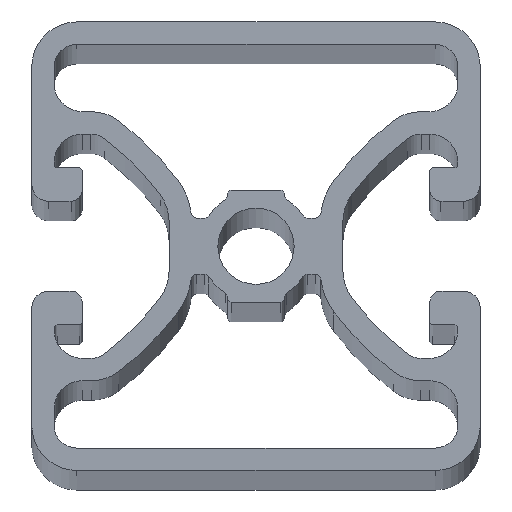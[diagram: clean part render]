
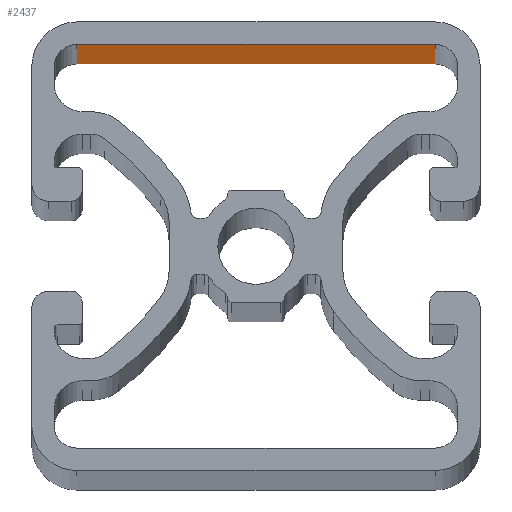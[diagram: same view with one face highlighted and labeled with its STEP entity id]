
A CAD part, top view. The second image highlights one B-rep face of the part: STEP entity #2437.
In plain terms, the highlighted planar face has unit normal (0, -1, 0).
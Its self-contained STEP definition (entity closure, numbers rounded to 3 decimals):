
#310=FACE_OUTER_BOUND('',#437,.T.);
#437=EDGE_LOOP('',(#1811,#1812,#1813,#1814));
#608=LINE('',#3942,#829);
#609=LINE('',#3946,#830);
#610=LINE('',#3948,#831);
#611=LINE('',#3949,#832);
#829=VECTOR('',#3175,10.);
#830=VECTOR('',#3180,10.);
#831=VECTOR('',#3181,10.);
#832=VECTOR('',#3182,10.);
#1070=VERTEX_POINT('',#3939);
#1071=VERTEX_POINT('',#3941);
#1072=VERTEX_POINT('',#3945);
#1073=VERTEX_POINT('',#3947);
#1377=EDGE_CURVE('',#1070,#1071,#608,.T.);
#1379=EDGE_CURVE('',#1072,#1070,#609,.T.);
#1380=EDGE_CURVE('',#1072,#1073,#610,.T.);
#1381=EDGE_CURVE('',#1071,#1073,#611,.T.);
#1811=ORIENTED_EDGE('',*,*,#1379,.F.);
#1812=ORIENTED_EDGE('',*,*,#1380,.T.);
#1813=ORIENTED_EDGE('',*,*,#1381,.F.);
#1814=ORIENTED_EDGE('',*,*,#1377,.F.);
#2348=PLANE('',#2662);
#2437=ADVANCED_FACE('',(#310),#2348,.F.);
#2662=AXIS2_PLACEMENT_3D('',#3944,#3178,#3179);
#3175=DIRECTION('',(0.,0.,1.));
#3178=DIRECTION('center_axis',(0.,1.,0.));
#3179=DIRECTION('ref_axis',(-1.,0.,0.));
#3180=DIRECTION('',(-1.,0.,0.));
#3181=DIRECTION('',(0.,0.,1.));
#3182=DIRECTION('',(1.,0.,0.));
#3939=CARTESIAN_POINT('',(0.002,38.,0.));
#3941=CARTESIAN_POINT('',(0.002,38.,1000.));
#3942=CARTESIAN_POINT('',(0.002,38.,0.));
#3944=CARTESIAN_POINT('Origin',(32.002,38.,0.));
#3945=CARTESIAN_POINT('',(32.002,38.,0.));
#3946=CARTESIAN_POINT('',(24.001,38.,0.));
#3947=CARTESIAN_POINT('',(32.002,38.,1000.));
#3948=CARTESIAN_POINT('',(32.002,38.,0.));
#3949=CARTESIAN_POINT('',(24.001,38.,1000.));
